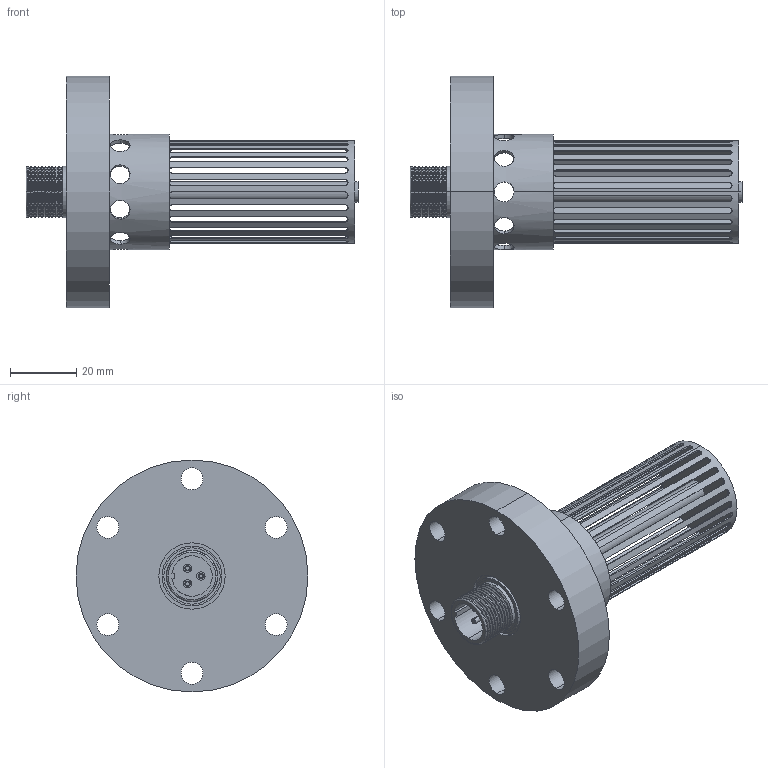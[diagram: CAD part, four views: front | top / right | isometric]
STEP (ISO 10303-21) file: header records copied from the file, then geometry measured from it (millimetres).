
FILE_DESCRIPTION (( 'STEP AP214' ), '1' );
FILE_NAME ('柲ァ撙郪璃-CF35-100L.STEP', '2023-07-20T05:46:09', ( '' ), ( '' ), 'SwSTEP 2.0', 'SolidWorks 2020', '' );
FILE_SCHEMA (( 'AUTOMOTIVE_DESIGN' ));
Length unit declared in the file: millimetre
Products named in the file (1): 柲ァ撙郪璃-CF35-100L
Bounding box: 100.2 x 70 x 70 mm (x, y, z)
Volume: 47204.9 mm3; surface area: 31015.5 mm2
Topology: 11 solids, 11 shells, 370 faces, 985 edges, 617 vertices
Faces by surface type: cylinder 208, plane 97, cone 50, bspline 15
Entity records: 19063 total; most frequent: CARTESIAN_POINT 5664, ORIENTED_EDGE 1956, DIRECTION 1841, EDGE_CURVE 978, AXIS2_PLACEMENT_3D 693, VERTEX_POINT 616, EDGE_LOOP 462, LINE 455
